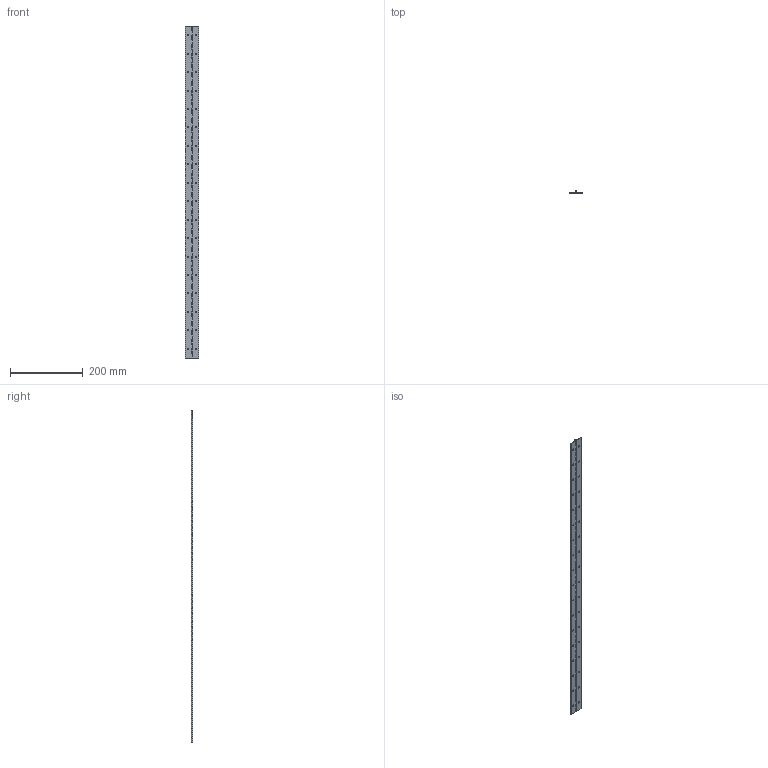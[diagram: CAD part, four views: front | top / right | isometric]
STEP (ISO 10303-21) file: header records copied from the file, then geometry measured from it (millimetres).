
FILE_DESCRIPTION (( 'STEP AP203' ), '1' );
FILE_NAME ('1658A4.step', '2012-12-11T15:13:55', ( 'Admin' ), ( 'Microsoft' ), 'SwSTEP 2.0', 'SolidWorks 2012', '' );
FILE_SCHEMA (( 'CONFIG_CONTROL_DESIGN' ));
Length unit declared in the file: inch
Products named in the file (1): 1658A4
Bounding box: 38.1 x 4.51 x 914.4 mm (x, y, z)
Volume: 47214.8 mm3; surface area: 94010.7 mm2
Topology: 3 solids, 3 shells, 808 faces, 2402 edges, 1600 vertices
Faces by surface type: cylinder 434, plane 298, cone 76
Entity records: 27729 total; most frequent: DIRECTION 5036, CARTESIAN_POINT 4811, ORIENTED_EDGE 4804, EDGE_CURVE 2402, AXIS2_PLACEMENT_3D 1825, VERTEX_POINT 1600, LINE 1386, VECTOR 1386
